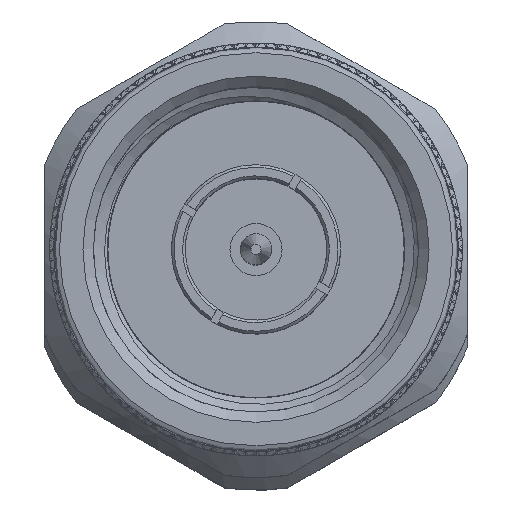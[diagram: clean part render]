
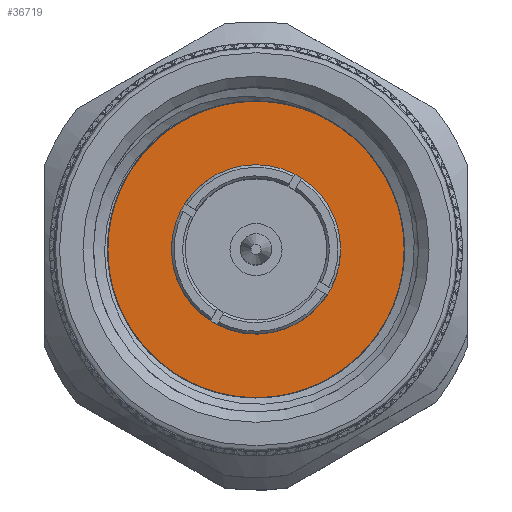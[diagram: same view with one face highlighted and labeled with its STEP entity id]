
A CAD part, top view. The second image highlights one B-rep face of the part: STEP entity #36719.
In plain terms, the highlighted face is planar.
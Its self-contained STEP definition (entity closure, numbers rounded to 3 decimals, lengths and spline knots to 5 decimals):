
#204 = CARTESIAN_POINT ( 'NONE',  ( 0.385, 0., 0.1625 ) ) ;
#536 = CARTESIAN_POINT ( 'NONE',  ( 0.385, 0.23795, 0.17286 ) ) ;
#2441 = ORIENTED_EDGE ( 'NONE', *, *, #38296, .T. ) ;
#2583 = CARTESIAN_POINT ( 'NONE',  ( 0.385, -0.15282, -0.25847 ) ) ;
#3359 = CARTESIAN_POINT ( 'NONE',  ( 0.385, -0.31227, 0.00563 ) ) ;
#3656 = LINE ( 'NONE', #28886, #47737 ) ;
#3757 = CARTESIAN_POINT ( 'NONE',  ( 0.385, -0.02648, -0.29501 ) ) ;
#4148 = CARTESIAN_POINT ( 'NONE',  ( 0.385, -0.16567, -0.25111 ) ) ;
#5306 = CARTESIAN_POINT ( 'NONE',  ( 0.385, 0.28213, 0.06152 ) ) ;
#5692 = CARTESIAN_POINT ( 'NONE',  ( 0.385, 0.04024, 0.30072 ) ) ;
#6032 = AXIS2_PLACEMENT_3D ( 'NONE', #63772, #33705, #9998 ) ;
#8496 = CARTESIAN_POINT ( 'NONE',  ( 0.385, -0.30835, -0.03853 ) ) ;
#8894 = CARTESIAN_POINT ( 'NONE',  ( 0.385, 0.06102, -0.28528 ) ) ;
#9036 = VERTEX_POINT ( 'NONE', #20591 ) ;
#9279 = CARTESIAN_POINT ( 'NONE',  ( 0.385, 0.14181, -0.25086 ) ) ;
#9671 = CARTESIAN_POINT ( 'NONE',  ( 0.385, -0.23327, -0.19508 ) ) ;
#9998 = DIRECTION ( 'NONE',  ( 0., 0., 1. ) ) ;
#10820 = CARTESIAN_POINT ( 'NONE',  ( 0.385, 0.28238, -0.05599 ) ) ;
#11235 = ORIENTED_EDGE ( 'NONE', *, *, #61413, .F. ) ;
#15233 = CARTESIAN_POINT ( 'NONE',  ( 0.385, -0.25185, -0.17238 ) ) ;
#15614 = CARTESIAN_POINT ( 'NONE',  ( 0.385, -0.30565, -0.05292 ) ) ;
#16002 = CARTESIAN_POINT ( 'NONE',  ( 0.385, 0.00284, -0.29512 ) ) ;
#17937 = CARTESIAN_POINT ( 'NONE',  ( 0.385, 0.18453, 0.23289 ) ) ;
#19977 = ORIENTED_EDGE ( 'NONE', *, *, #59790, .T. ) ;
#20119 = CARTESIAN_POINT ( 'NONE',  ( 0.385, 0., 0. ) ) ;
#20591 = CARTESIAN_POINT ( 'NONE',  ( 0.385, -0.31183, 0.02043 ) ) ;
#21630 = CARTESIAN_POINT ( 'NONE',  ( 0.385, 0.1882, -0.2146 ) ) ;
#21927 = CARTESIAN_POINT ( 'NONE',  ( 0.385, -0.31183, 0.02043 ) ) ;
#22595 = DIRECTION ( 'NONE',  ( 0., 0., 1. ) ) ;
#23291 = PLANE ( 'NONE',  #56290 ) ;
#23463 = CARTESIAN_POINT ( 'NONE',  ( 0.385, 0.28526, 0.04175 ) ) ;
#23515 = VERTEX_POINT ( 'NONE', #204 ) ;
#23660 = B_SPLINE_CURVE_WITH_KNOTS ( 'NONE', 3,
 ( #36462, #36060, #5692, #48373, #55093, #78011, #24619, #72471, #61031, #53517, #17937, #60635, #59469, #536, #77627, #42416, #54298, #41652, #5306, #23463, #71692, #42032, #47992, #36859 ),
 .UNSPECIFIED., .F., .F.,
 ( 4, 2, 2, 1, 2, 2, 2, 2, 2, 2, 1, 2, 4 ),
 ( 0., 0.00154, 0.0023, 0.00307, 0.00384, 0.00461, 0.00614, 0.00768, 0.00922, 0.00998, 0.01075, 0.01152, 0.01229 ),
 .UNSPECIFIED. ) ;
#23842 = EDGE_CURVE ( 'NONE', #75608, #35361, #23660, .T. ) ;
#24619 = CARTESIAN_POINT ( 'NONE',  ( 0.385, 0.11691, 0.2764 ) ) ;
#27448 = CARTESIAN_POINT ( 'NONE',  ( 0.385, -0.26026, -0.16044 ) ) ;
#27752 = CARTESIAN_POINT ( 'NONE',  ( 0.385, 0., 0.3125 ) ) ;
#28222 = CARTESIAN_POINT ( 'NONE',  ( 0.385, -0.18991, -0.23475 ) ) ;
#28886 = CARTESIAN_POINT ( 'NONE',  ( 0.385, 0., 0. ) ) ;
#29365 = CARTESIAN_POINT ( 'NONE',  ( 0.385, 0.27255, -0.09269 ) ) ;
#29663 = VERTEX_POINT ( 'NONE', #21630 ) ;
#29996 = CARTESIAN_POINT ( 'NONE',  ( 0.385, 0., 0. ) ) ;
#31167 = EDGE_LOOP ( 'NONE', ( #31898, #70659, #2441, #19977, #72615 ) ) ;
#31898 = ORIENTED_EDGE ( 'NONE', *, *, #53878, .F. ) ;
#33380 = CARTESIAN_POINT ( 'NONE',  ( 0.385, -0.27538, -0.13538 ) ) ;
#33705 = DIRECTION ( 'NONE',  ( -1., 0., 0. ) ) ;
#34143 = CARTESIAN_POINT ( 'NONE',  ( 0.385, 0.16602, -0.23408 ) ) ;
#34879 = CARTESIAN_POINT ( 'NONE',  ( 0.385, 0.23949, -0.15974 ) ) ;
#35361 = VERTEX_POINT ( 'NONE', #49558 ) ;
#36060 = CARTESIAN_POINT ( 'NONE',  ( 0.385, 0.02027, 0.30347 ) ) ;
#36216 = CIRCLE ( 'NONE', #6032, 0.3125 ) ;
#36462 = CARTESIAN_POINT ( 'NONE',  ( 0.385, 0., 0.3042 ) ) ;
#36719 = ADVANCED_FACE ( 'NONE', ( #52966, #71130 ), #23291, .T. ) ;
#36859 = CARTESIAN_POINT ( 'NONE',  ( 0.385, 0.28483, -0.01866 ) ) ;
#38296 = EDGE_CURVE ( 'NONE', #35361, #29663, #57092, .T. ) ;
#38523 = CARTESIAN_POINT ( 'NONE',  ( 0.385, -0.28212, -0.12217 ) ) ;
#39303 = CARTESIAN_POINT ( 'NONE',  ( 0.385, 0.1882, -0.2146 ) ) ;
#39694 = CARTESIAN_POINT ( 'NONE',  ( 0.385, -0.22304, -0.2059 ) ) ;
#40841 = CARTESIAN_POINT ( 'NONE',  ( 0.385, 0.28483, -0.01866 ) ) ;
#41652 = CARTESIAN_POINT ( 'NONE',  ( 0.385, 0.27796, 0.08117 ) ) ;
#42032 = CARTESIAN_POINT ( 'NONE',  ( 0.385, 0.28639, 0.00159 ) ) ;
#42416 = CARTESIAN_POINT ( 'NONE',  ( 0.385, 0.26599, 0.11982 ) ) ;
#42803 = CIRCLE ( 'NONE', #45369, 0.1625 ) ;
#45268 = CARTESIAN_POINT ( 'NONE',  ( 0.385, 0.12895, -0.25838 ) ) ;
#45369 = AXIS2_PLACEMENT_3D ( 'NONE', #20119, #75424, #74642 ) ;
#45660 = CARTESIAN_POINT ( 'NONE',  ( 0.385, 0.04654, -0.28859 ) ) ;
#47555 = EDGE_CURVE ( 'NONE', #9036, #74153, #36216, .T. ) ;
#47737 = VECTOR ( 'NONE', #22595, 39.37008 ) ;
#47992 = CARTESIAN_POINT ( 'NONE',  ( 0.385, 0.28588, -0.00857 ) ) ;
#48373 = CARTESIAN_POINT ( 'NONE',  ( 0.385, 0.06974, 0.29356 ) ) ;
#49558 = CARTESIAN_POINT ( 'NONE',  ( 0.385, 0.28483, -0.01866 ) ) ;
#51970 = CARTESIAN_POINT ( 'NONE',  ( 0.385, -0.20138, -0.22571 ) ) ;
#52966 = FACE_BOUND ( 'NONE', #68409, .T. ) ;
#53106 = CARTESIAN_POINT ( 'NONE',  ( 0.385, 0.1882, -0.2146 ) ) ;
#53517 = CARTESIAN_POINT ( 'NONE',  ( 0.385, 0.16031, 0.25097 ) ) ;
#53878 = EDGE_CURVE ( 'NONE', #75608, #74153, #3656, .T. ) ;
#54298 = CARTESIAN_POINT ( 'NONE',  ( 0.385, 0.27534, 0.09098 ) ) ;
#55093 = CARTESIAN_POINT ( 'NONE',  ( 0.385, 0.07946, 0.29067 ) ) ;
#56290 = AXIS2_PLACEMENT_3D ( 'NONE', #29996, #60453, #65974 ) ;
#56771 = CARTESIAN_POINT ( 'NONE',  ( 0.385, 0.10256, -0.27122 ) ) ;
#57092 = B_SPLINE_CURVE_WITH_KNOTS ( 'NONE', 3,
 ( #40841, #10820, #29365, #34879, #59827, #53106 ),
 .UNSPECIFIED., .F., .F.,
 ( 4, 2, 4 ),
 ( 0., 0.00285, 0.0057 ),
 .UNSPECIFIED. ) ;
#57149 = CARTESIAN_POINT ( 'NONE',  ( 0.385, 0.08897, -0.2766 ) ) ;
#57538 = CARTESIAN_POINT ( 'NONE',  ( 0.385, -0.29356, -0.09502 ) ) ;
#59469 = CARTESIAN_POINT ( 'NONE',  ( 0.385, 0.22599, 0.18946 ) ) ;
#59790 = EDGE_CURVE ( 'NONE', #29663, #9036, #62418, .T. ) ;
#59827 = CARTESIAN_POINT ( 'NONE',  ( 0.385, 0.21633, -0.18994 ) ) ;
#60453 = DIRECTION ( 'NONE',  ( -1., 0., 0. ) ) ;
#60635 = CARTESIAN_POINT ( 'NONE',  ( 0.385, 0.19929, 0.21939 ) ) ;
#61031 = CARTESIAN_POINT ( 'NONE',  ( 0.385, 0.15185, 0.25664 ) ) ;
#61413 = EDGE_CURVE ( 'NONE', #23515, #23515, #42803, .T. ) ;
#62418 = B_SPLINE_CURVE_WITH_KNOTS ( 'NONE', 3,
 ( #39303, #63075, #34143, #9279, #45268, #56771, #57149, #8894, #45660, #16002, #3757, #69363, #69749, #2583, #4148, #28222, #51970, #39694, #9671, #15233, #27448, #33380, #38523, #57538, #76085, #15614, #8496, #63834, #3359, #21927 ),
 .UNSPECIFIED., .F., .F.,
 ( 4, 2, 2, 2, 2, 2, 2, 2, 2, 2, 2, 2, 2, 2, 4 ),
 ( 0., 0.00112, 0.00224, 0.00336, 0.00449, 0.00673, 0.00897, 0.01009, 0.01122, 0.01234, 0.01346, 0.01458, 0.0157, 0.01682, 0.01795 ),
 .UNSPECIFIED. ) ;
#63002 = CARTESIAN_POINT ( 'NONE',  ( 0.385, 0., 0.3042 ) ) ;
#63075 = CARTESIAN_POINT ( 'NONE',  ( 0.385, 0.17745, -0.2248 ) ) ;
#63772 = CARTESIAN_POINT ( 'NONE',  ( 0.385, 0., 0. ) ) ;
#63834 = CARTESIAN_POINT ( 'NONE',  ( 0.385, -0.31168, -0.00919 ) ) ;
#65974 = DIRECTION ( 'NONE',  ( 0., 0., 1. ) ) ;
#68409 = EDGE_LOOP ( 'NONE', ( #11235 ) ) ;
#69363 = CARTESIAN_POINT ( 'NONE',  ( 0.385, -0.08497, -0.28614 ) ) ;
#69749 = CARTESIAN_POINT ( 'NONE',  ( 0.385, -0.1129, -0.27754 ) ) ;
#70659 = ORIENTED_EDGE ( 'NONE', *, *, #23842, .T. ) ;
#71130 = FACE_OUTER_BOUND ( 'NONE', #31167, .T. ) ;
#71692 = CARTESIAN_POINT ( 'NONE',  ( 0.385, 0.28635, 0.02173 ) ) ;
#72471 = CARTESIAN_POINT ( 'NONE',  ( 0.385, 0.13459, 0.26698 ) ) ;
#72615 = ORIENTED_EDGE ( 'NONE', *, *, #47555, .T. ) ;
#74153 = VERTEX_POINT ( 'NONE', #27752 ) ;
#74642 = DIRECTION ( 'NONE',  ( 0., 0., 1. ) ) ;
#75424 = DIRECTION ( 'NONE',  ( -1., 0., 0. ) ) ;
#75608 = VERTEX_POINT ( 'NONE', #63002 ) ;
#76085 = CARTESIAN_POINT ( 'NONE',  ( 0.385, -0.29826, -0.08117 ) ) ;
#77627 = CARTESIAN_POINT ( 'NONE',  ( 0.385, 0.25787, 0.13811 ) ) ;
#78011 = CARTESIAN_POINT ( 'NONE',  ( 0.385, 0.09839, 0.28399 ) ) ;
